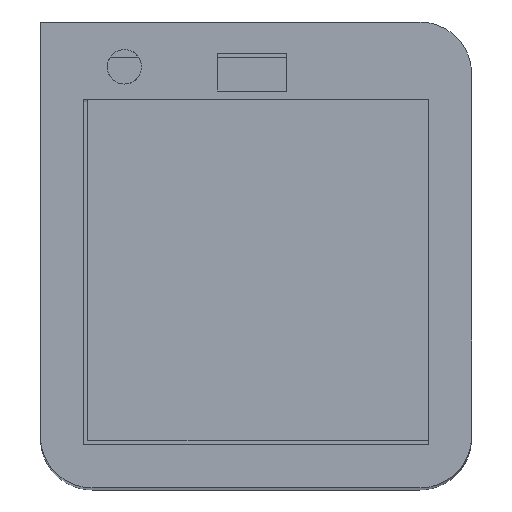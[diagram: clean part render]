
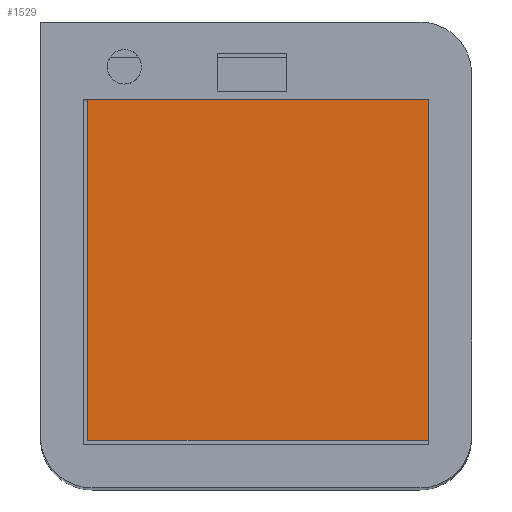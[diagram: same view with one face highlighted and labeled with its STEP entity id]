
A CAD part, top view. The second image highlights one B-rep face of the part: STEP entity #1529.
In plain terms, the highlighted face is planar.
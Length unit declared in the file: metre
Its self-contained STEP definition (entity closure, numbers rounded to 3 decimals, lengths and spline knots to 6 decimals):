
#150=ORIENTED_EDGE('',*,*,#550,.T.);
#151=ORIENTED_EDGE('',*,*,#560,.T.);
#152=ORIENTED_EDGE('',*,*,#557,.F.);
#153=ORIENTED_EDGE('',*,*,#554,.F.);
#550=EDGE_CURVE('',#762,#763,#915,.T.);
#554=EDGE_CURVE('',#762,#766,#919,.T.);
#557=EDGE_CURVE('',#766,#768,#922,.T.);
#560=EDGE_CURVE('',#763,#768,#925,.T.);
#762=VERTEX_POINT('',#2255);
#763=VERTEX_POINT('',#2256);
#766=VERTEX_POINT('',#2264);
#768=VERTEX_POINT('',#2270);
#915=LINE('',#2254,#1077);
#919=LINE('',#2263,#1081);
#922=LINE('',#2269,#1084);
#925=LINE('',#2275,#1087);
#1077=VECTOR('',#1813,1.);
#1081=VECTOR('',#1819,1.);
#1084=VECTOR('',#1824,1.);
#1087=VECTOR('',#1829,1.);
#1238=EDGE_LOOP('',(#150,#151,#152,#153));
#1351=FACE_BOUND('',#1238,.T.);
#1464=PLANE('',#1656);
#1529=ADVANCED_FACE('',(#1351),#1464,.F.);
#1656=AXIS2_PLACEMENT_3D('',#2278,#1833,#1834);
#1813=DIRECTION('',(0.,0.,-1.));
#1819=DIRECTION('',(-1.,0.,0.));
#1824=DIRECTION('',(0.,0.,-1.));
#1829=DIRECTION('',(-1.,0.,0.));
#1833=DIRECTION('',(0.,-1.,0.));
#1834=DIRECTION('',(1.,0.,0.));
#2254=CARTESIAN_POINT('',(-0.059031,0.,0.011229));
#2255=CARTESIAN_POINT('',(-0.059031,0.,0.030979));
#2256=CARTESIAN_POINT('',(-0.059031,0.,-0.008521));
#2263=CARTESIAN_POINT('',(-0.078781,0.,0.030979));
#2264=CARTESIAN_POINT('',(-0.098531,0.,0.030979));
#2269=CARTESIAN_POINT('',(-0.098531,0.,0.011229));
#2270=CARTESIAN_POINT('',(-0.098531,0.,-0.008521));
#2275=CARTESIAN_POINT('',(-0.078781,0.,-0.008521));
#2278=CARTESIAN_POINT('',(-0.059129,0.,-0.026344));
